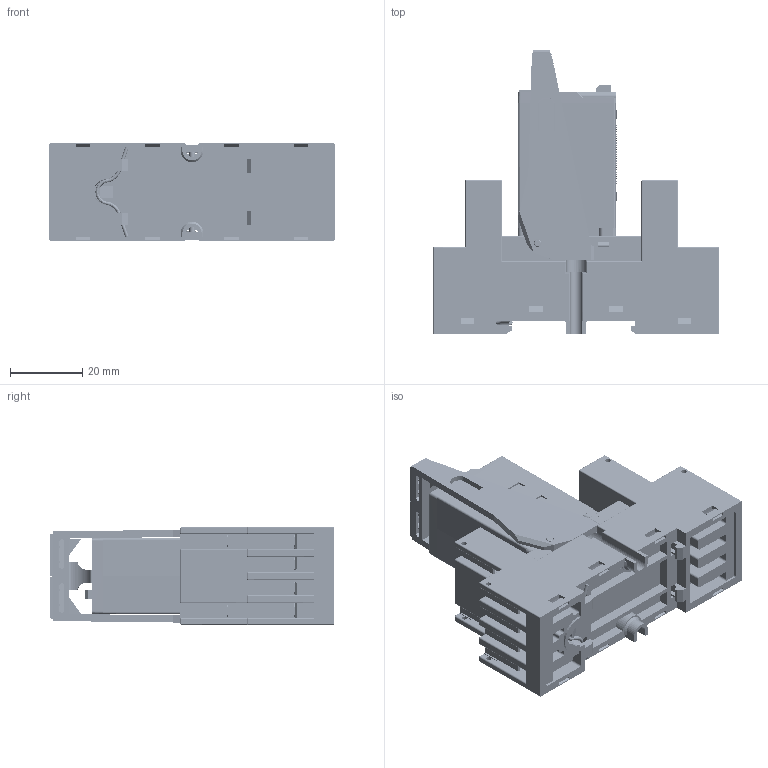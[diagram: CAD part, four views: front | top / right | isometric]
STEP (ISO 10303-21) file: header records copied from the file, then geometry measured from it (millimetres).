
FILE_DESCRIPTION(('STEP AP242'),'1');
FILE_NAME('rxm2ab2b7pvm.stp','2019-05-31T03:21:50',('TraceParts'),('TraceParts S.A.'),'Spatial InterOp 3D',' ',' ');
FILE_SCHEMA(('AP242_MANAGED_MODEL_BASED_3D_ENGINEERING_MIM_LF {1 0 10303 442 1 1 4}'));
Length unit declared in the file: millimetre
Products named in the file (1): rxm2ab2b7pvm
Bounding box: 79 x 78.35 x 26.9 mm (x, y, z)
Volume: 38717.4 mm3; surface area: 66244.1 mm2
Topology: 1 solids, 1 shells, 8729 faces, 23544 edges, 14693 vertices
Faces by surface type: plane 4787, cylinder 1783, torus 1110, cone 884, bspline 110, sphere 51, extrusion 4
Entity records: 299956 total; most frequent: CARTESIAN_POINT 84881, ORIENTED_EDGE 46812, DIRECTION 42648, EDGE_CURVE 23406, VERTEX_POINT 14685, VECTOR 14558, LINE 14554, AXIS2_PLACEMENT_3D 14045
